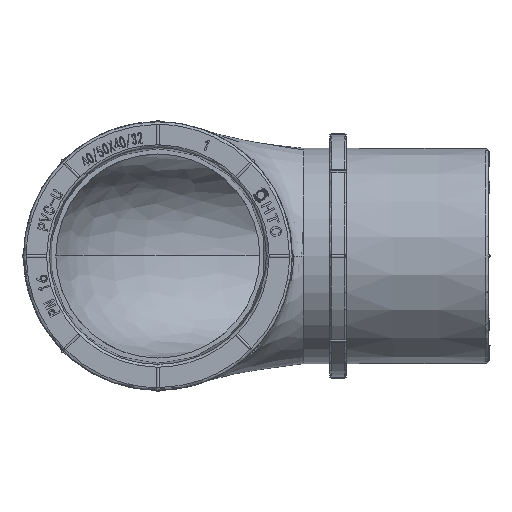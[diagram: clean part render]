
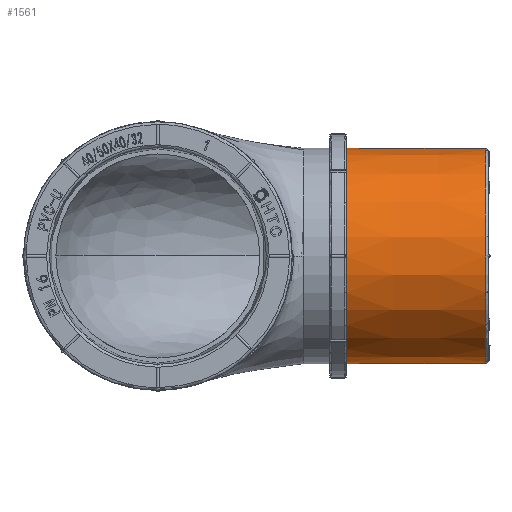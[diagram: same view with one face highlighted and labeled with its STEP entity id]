
A CAD part, front view. The second image highlights one B-rep face of the part: STEP entity #1561.
In plain terms, the highlighted conical face has half-angle 0.108 degrees and reference radius 20.15 mm.
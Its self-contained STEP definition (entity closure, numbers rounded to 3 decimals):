
#69=CONICAL_SURFACE('',#23295,20.15,0.108);
#1423=CIRCLE('',#23293,20.101);
#1424=CIRCLE('',#23294,20.15);
#1561=ADVANCED_FACE('',(#5043,#5044),#69,.T.);
#5043=FACE_BOUND('',#5170,.T.);
#5044=FACE_BOUND('',#5171,.T.);
#5170=EDGE_LOOP('',(#7358));
#5171=EDGE_LOOP('',(#7359));
#7358=ORIENTED_EDGE('',*,*,#16376,.T.);
#7359=ORIENTED_EDGE('',*,*,#16377,.T.);
#14067=VERTEX_POINT('',#32527);
#14068=VERTEX_POINT('',#32529);
#16376=EDGE_CURVE('',#14067,#14067,#1423,.T.);
#16377=EDGE_CURVE('',#14068,#14068,#1424,.T.);
#23293=AXIS2_PLACEMENT_3D('',#32526,#25464,#25465);
#23294=AXIS2_PLACEMENT_3D('',#32528,#25466,#25467);
#23295=AXIS2_PLACEMENT_3D('',#32530,#25468,#25469);
#25464=DIRECTION('',(-1.,0.,0.));
#25465=DIRECTION('',(0.,0.,1.));
#25466=DIRECTION('',(1.,0.,0.));
#25467=DIRECTION('',(0.,0.,-1.));
#25468=DIRECTION('',(-1.,0.,0.));
#25469=DIRECTION('',(0.,0.,-1.));
#32526=CARTESIAN_POINT('',(7680.858,4279.919,-5.483));
#32527=CARTESIAN_POINT('',(7680.858,4279.919,14.618));
#32528=CARTESIAN_POINT('',(7654.727,4279.919,-5.483));
#32529=CARTESIAN_POINT('',(7654.727,4279.919,-25.633));
#32530=CARTESIAN_POINT('',(7654.727,4279.919,-5.483));
